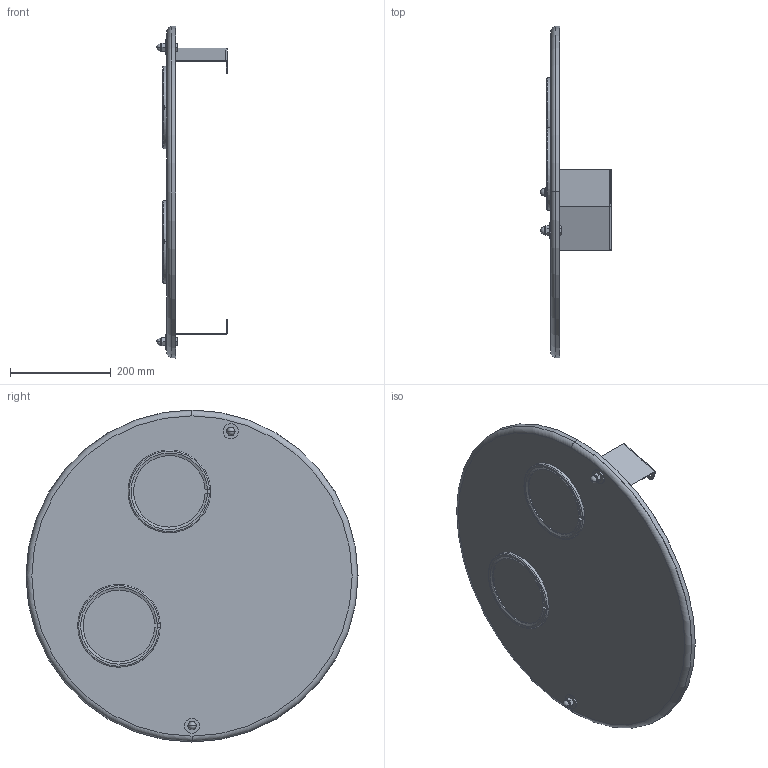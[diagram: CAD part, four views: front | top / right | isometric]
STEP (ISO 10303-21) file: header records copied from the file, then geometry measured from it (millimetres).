
FILE_DESCRIPTION (( 'STEP AP214' ), '1' );
FILE_NAME ('RAINCOV205_252670.STEP', '2012-08-23T11:55:16', ( 'Admin2' ), ( '' ), 'SwSTEP 2.0', 'SolidWorks 2010', '' );
FILE_SCHEMA (( 'AUTOMOTIVE_DESIGN' ));
Length unit declared in the file: millimetre
Products named in the file (1): RAINCOV205_252670
Bounding box: 140.9 x 659.28 x 659.28 mm (x, y, z)
Surface area: 838587.9 mm2 (no closed solid volume)
Topology: 0 solids, 23 shells, 179 faces, 491 edges, 319 vertices
Faces by surface type: plane 87, cylinder 53, cone 21, torus 14, sphere 4
Entity records: 8129 total; most frequent: CARTESIAN_POINT 1699, DIRECTION 977, ORIENTED_EDGE 796, EDGE_CURVE 487, AXIS2_PLACEMENT_3D 397, VERTEX_POINT 319, CIRCLE 217, EDGE_LOOP 204
